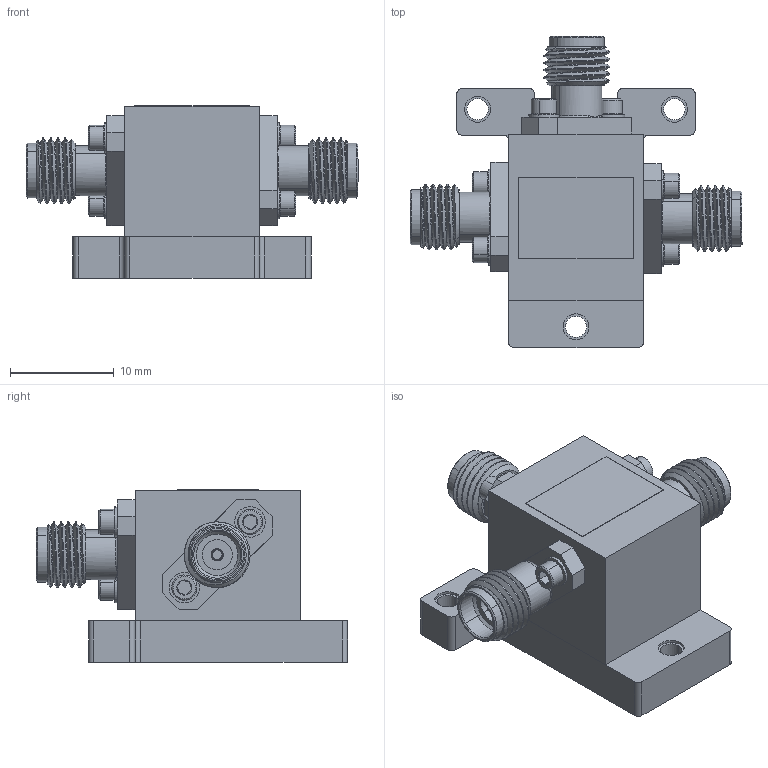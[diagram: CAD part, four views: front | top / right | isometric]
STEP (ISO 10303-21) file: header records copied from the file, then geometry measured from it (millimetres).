
FILE_DESCRIPTION (( 'STEP AP214' ), '1' );
FILE_NAME ('PE83CR1028 ¦ FMCR10287.step', '2020-04-21T15:24:18', ( '' ), ( '' ), 'SwSTEP 2.0', 'SolidWorks 2018', '' );
FILE_SCHEMA (( 'AUTOMOTIVE_DESIGN' ));
Length unit declared in the file: inch
Products named in the file (1): PE83CR1028 ｦ FMCR10287
Bounding box: 32.05 x 30.02 x 16.65 mm (x, y, z)
Volume: 4630 mm3; surface area: 3545.6 mm2
Topology: 2 solids, 11 shells, 535 faces, 1299 edges, 814 vertices
Faces by surface type: cylinder 204, plane 178, cone 111, bspline 33, torus 9
Entity records: 23215 total; most frequent: CARTESIAN_POINT 11251, ORIENTED_EDGE 2574, DIRECTION 2403, EDGE_CURVE 1287, AXIS2_PLACEMENT_3D 936, VERTEX_POINT 814, EDGE_LOOP 599, FACE_OUTER_BOUND 535
